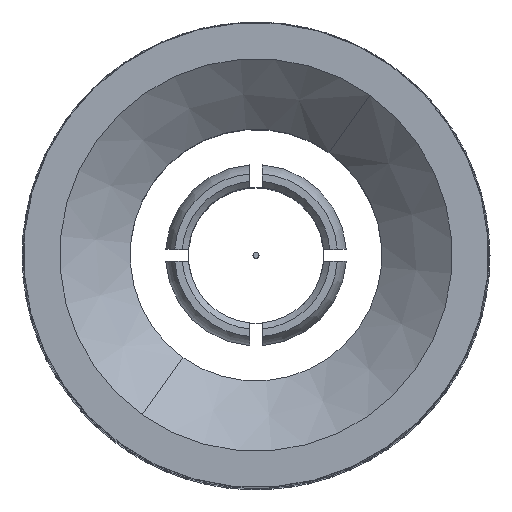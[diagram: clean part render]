
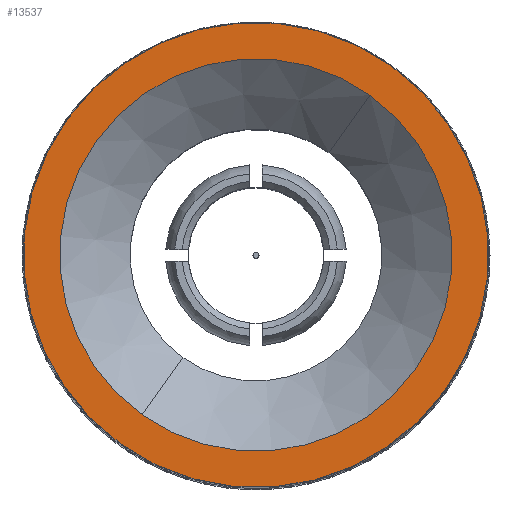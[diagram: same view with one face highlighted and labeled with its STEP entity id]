
A CAD part, top view. The second image highlights one B-rep face of the part: STEP entity #13537.
In plain terms, the highlighted planar face has unit normal (0, 0, 1).
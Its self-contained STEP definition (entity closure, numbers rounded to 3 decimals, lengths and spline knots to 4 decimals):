
#716 = ORIENTED_EDGE ( 'NONE', *, *, #88173, .F. ) ;
#12088 = AXIS2_PLACEMENT_3D ( 'NONE', #51464, #84177, #14611 ) ;
#13537 = ADVANCED_FACE ( 'NONE', ( #42662, #76392 ), #101904, .T. ) ;
#13945 = CARTESIAN_POINT ( 'NONE',  ( 0., 0., 23.25 ) ) ;
#14611 = DIRECTION ( 'NONE',  ( -0.58, -0.815, 0. ) ) ;
#20242 = AXIS2_PLACEMENT_3D ( 'NONE', #29645, #31285, #106607 ) ;
#20246 = EDGE_CURVE ( 'NONE', #83633, #63867, #90321, .T. ) ;
#21503 = EDGE_LOOP ( 'NONE', ( #69423, #716 ) ) ;
#22905 = VERTEX_POINT ( 'NONE', #105532 ) ;
#29645 = CARTESIAN_POINT ( 'NONE',  ( 0., 0., 23.25 ) ) ;
#30224 = EDGE_CURVE ( 'NONE', #85018, #22905, #101611, .T. ) ;
#31285 = DIRECTION ( 'NONE',  ( 0., 0., -1. ) ) ;
#33008 = CARTESIAN_POINT ( 'NONE',  ( 0., 0., 23.25 ) ) ;
#33555 = DIRECTION ( 'NONE',  ( 0.58, 0.815, 0. ) ) ;
#35799 = CIRCLE ( 'NONE', #62361, 3.25 ) ;
#39121 = CARTESIAN_POINT ( 'NONE',  ( 2.2331, 3.1362, 23.25 ) ) ;
#39765 = CARTESIAN_POINT ( 'NONE',  ( 0., 0., 23.25 ) ) ;
#40581 = EDGE_LOOP ( 'NONE', ( #71323, #93480 ) ) ;
#42662 = FACE_BOUND ( 'NONE', #40581, .T. ) ;
#45094 = CIRCLE ( 'NONE', #75190, 3.85 ) ;
#51464 = CARTESIAN_POINT ( 'NONE',  ( 1.8851, 2.6474, 23.25 ) ) ;
#56616 = CARTESIAN_POINT ( 'NONE',  ( -2.2331, -3.1362, 23.25 ) ) ;
#56694 = AXIS2_PLACEMENT_3D ( 'NONE', #39765, #97948, #73530 ) ;
#62361 = AXIS2_PLACEMENT_3D ( 'NONE', #33008, #100586, #33555 ) ;
#63867 = VERTEX_POINT ( 'NONE', #56616 ) ;
#66466 = DIRECTION ( 'NONE',  ( 0., 0., -1. ) ) ;
#69423 = ORIENTED_EDGE ( 'NONE', *, *, #20246, .F. ) ;
#71323 = ORIENTED_EDGE ( 'NONE', *, *, #30224, .T. ) ;
#73530 = DIRECTION ( 'NONE',  ( 0.58, 0.815, 0. ) ) ;
#75190 = AXIS2_PLACEMENT_3D ( 'NONE', #13945, #66466, #91426 ) ;
#76392 = FACE_OUTER_BOUND ( 'NONE', #21503, .T. ) ;
#83633 = VERTEX_POINT ( 'NONE', #39121 ) ;
#84177 = DIRECTION ( 'NONE',  ( 0., 0., 1. ) ) ;
#85018 = VERTEX_POINT ( 'NONE', #93214 ) ;
#88173 = EDGE_CURVE ( 'NONE', #63867, #83633, #45094, .T. ) ;
#90321 = CIRCLE ( 'NONE', #56694, 3.85 ) ;
#91426 = DIRECTION ( 'NONE',  ( 0.58, 0.815, 0. ) ) ;
#93214 = CARTESIAN_POINT ( 'NONE',  ( -1.8851, -2.6474, 23.25 ) ) ;
#93480 = ORIENTED_EDGE ( 'NONE', *, *, #96465, .T. ) ;
#96465 = EDGE_CURVE ( 'NONE', #22905, #85018, #35799, .T. ) ;
#97948 = DIRECTION ( 'NONE',  ( 0., 0., -1. ) ) ;
#100586 = DIRECTION ( 'NONE',  ( 0., 0., -1. ) ) ;
#101611 = CIRCLE ( 'NONE', #20242, 3.25 ) ;
#101904 = PLANE ( 'NONE',  #12088 ) ;
#105532 = CARTESIAN_POINT ( 'NONE',  ( 1.8851, 2.6474, 23.25 ) ) ;
#106607 = DIRECTION ( 'NONE',  ( 0.58, 0.815, 0. ) ) ;
